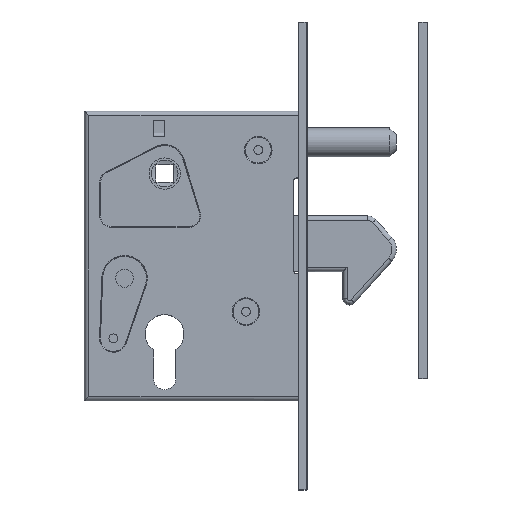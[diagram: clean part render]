
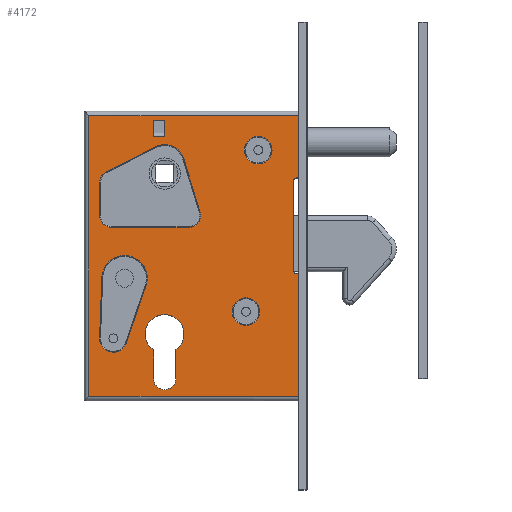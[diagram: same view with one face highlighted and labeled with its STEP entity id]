
A CAD part, top view. The second image highlights one B-rep face of the part: STEP entity #4172.
In plain terms, the highlighted planar face has unit normal (0, 0, 1).
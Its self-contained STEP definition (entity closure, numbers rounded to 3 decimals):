
#76=FACE_BOUND('',#667,.T.);
#77=FACE_BOUND('',#668,.T.);
#78=FACE_BOUND('',#669,.T.);
#79=FACE_BOUND('',#670,.T.);
#80=FACE_BOUND('',#671,.T.);
#81=FACE_BOUND('',#672,.T.);
#218=PLANE('',#4604);
#397=FACE_OUTER_BOUND('',#666,.T.);
#666=EDGE_LOOP('',(#3284,#3285,#3286,#3287,#3288,#3289,#3290,#3291,#3292,
#3293));
#667=EDGE_LOOP('',(#3294,#3295,#3296,#3297));
#668=EDGE_LOOP('',(#3298,#3299,#3300,#3301));
#669=EDGE_LOOP('',(#3302,#3303,#3304,#3305,#3306,#3307,#3308,#3309));
#670=EDGE_LOOP('',(#3310,#3311,#3312,#3313));
#671=EDGE_LOOP('',(#3314));
#672=EDGE_LOOP('',(#3315));
#938=LINE('',#6548,#1293);
#951=LINE('',#6578,#1306);
#956=LINE('',#6587,#1311);
#958=LINE('',#6590,#1313);
#1009=LINE('',#6875,#1364);
#1010=LINE('',#6879,#1365);
#1011=LINE('',#6883,#1366);
#1012=LINE('',#6885,#1367);
#1013=LINE('',#6887,#1368);
#1014=LINE('',#6889,#1369);
#1015=LINE('',#6891,#1370);
#1016=LINE('',#6892,#1371);
#1017=LINE('',#6897,#1372);
#1018=LINE('',#6900,#1373);
#1019=LINE('',#6905,#1374);
#1020=LINE('',#6909,#1375);
#1021=LINE('',#6913,#1376);
#1022=LINE('',#6916,#1377);
#1023=LINE('',#6919,#1378);
#1024=LINE('',#6923,#1379);
#1293=VECTOR('',#5192,10.);
#1306=VECTOR('',#5221,10.);
#1311=VECTOR('',#5228,10.);
#1313=VECTOR('',#5232,10.);
#1364=VECTOR('',#5483,10.);
#1365=VECTOR('',#5486,10.);
#1366=VECTOR('',#5489,10.);
#1367=VECTOR('',#5490,10.);
#1368=VECTOR('',#5491,10.);
#1369=VECTOR('',#5492,10.);
#1370=VECTOR('',#5493,10.);
#1371=VECTOR('',#5494,10.);
#1372=VECTOR('',#5497,10.);
#1373=VECTOR('',#5500,10.);
#1374=VECTOR('',#5503,10.);
#1375=VECTOR('',#5506,10.);
#1376=VECTOR('',#5509,10.);
#1377=VECTOR('',#5512,10.);
#1378=VECTOR('',#5513,10.);
#1379=VECTOR('',#5516,10.);
#1658=CIRCLE('',#4601,6.2);
#1661=CIRCLE('',#4605,1.);
#1662=CIRCLE('',#4606,1.);
#1663=CIRCLE('',#4607,10.2);
#1664=CIRCLE('',#4608,6.2);
#1665=CIRCLE('',#4609,8.981);
#1666=CIRCLE('',#4610,5.2);
#1667=CIRCLE('',#4611,5.2);
#1668=CIRCLE('',#4612,5.2);
#1669=CIRCLE('',#4613,8.7);
#1670=CIRCLE('',#4614,5.);
#1671=CIRCLE('',#4615,6.2);
#1879=VERTEX_POINT('',#6545);
#1880=VERTEX_POINT('',#6547);
#1889=VERTEX_POINT('',#6577);
#1892=VERTEX_POINT('',#6585);
#1975=VERTEX_POINT('',#6867);
#1977=VERTEX_POINT('',#6873);
#1978=VERTEX_POINT('',#6874);
#1979=VERTEX_POINT('',#6876);
#1980=VERTEX_POINT('',#6878);
#1981=VERTEX_POINT('',#6880);
#1982=VERTEX_POINT('',#6882);
#1983=VERTEX_POINT('',#6884);
#1984=VERTEX_POINT('',#6886);
#1985=VERTEX_POINT('',#6888);
#1986=VERTEX_POINT('',#6890);
#1987=VERTEX_POINT('',#6893);
#1988=VERTEX_POINT('',#6894);
#1989=VERTEX_POINT('',#6896);
#1990=VERTEX_POINT('',#6898);
#1991=VERTEX_POINT('',#6901);
#1992=VERTEX_POINT('',#6902);
#1993=VERTEX_POINT('',#6904);
#1994=VERTEX_POINT('',#6906);
#1995=VERTEX_POINT('',#6908);
#1996=VERTEX_POINT('',#6910);
#1997=VERTEX_POINT('',#6912);
#1998=VERTEX_POINT('',#6914);
#1999=VERTEX_POINT('',#6917);
#2000=VERTEX_POINT('',#6918);
#2001=VERTEX_POINT('',#6920);
#2002=VERTEX_POINT('',#6922);
#2003=VERTEX_POINT('',#6925);
#2312=EDGE_CURVE('',#1879,#1880,#938,.T.);
#2327=EDGE_CURVE('',#1889,#1880,#951,.T.);
#2332=EDGE_CURVE('',#1879,#1892,#956,.T.);
#2334=EDGE_CURVE('',#1892,#1889,#958,.T.);
#2453=EDGE_CURVE('',#1975,#1975,#1658,.T.);
#2456=EDGE_CURVE('',#1977,#1978,#1009,.T.);
#2457=EDGE_CURVE('',#1978,#1979,#1661,.T.);
#2458=EDGE_CURVE('',#1979,#1980,#1010,.T.);
#2459=EDGE_CURVE('',#1980,#1981,#1662,.T.);
#2460=EDGE_CURVE('',#1981,#1982,#1011,.T.);
#2461=EDGE_CURVE('',#1983,#1982,#1012,.T.);
#2462=EDGE_CURVE('',#1984,#1983,#1013,.T.);
#2463=EDGE_CURVE('',#1985,#1984,#1014,.T.);
#2464=EDGE_CURVE('',#1986,#1985,#1015,.T.);
#2465=EDGE_CURVE('',#1977,#1986,#1016,.T.);
#2466=EDGE_CURVE('',#1987,#1988,#1663,.T.);
#2467=EDGE_CURVE('',#1989,#1987,#1017,.T.);
#2468=EDGE_CURVE('',#1990,#1989,#1664,.T.);
#2469=EDGE_CURVE('',#1988,#1990,#1018,.T.);
#2470=EDGE_CURVE('',#1991,#1992,#1665,.T.);
#2471=EDGE_CURVE('',#1993,#1991,#1019,.T.);
#2472=EDGE_CURVE('',#1994,#1993,#1666,.T.);
#2473=EDGE_CURVE('',#1995,#1994,#1020,.T.);
#2474=EDGE_CURVE('',#1996,#1995,#1667,.T.);
#2475=EDGE_CURVE('',#1997,#1996,#1021,.T.);
#2476=EDGE_CURVE('',#1998,#1997,#1668,.T.);
#2477=EDGE_CURVE('',#1992,#1998,#1022,.T.);
#2478=EDGE_CURVE('',#1999,#2000,#1023,.T.);
#2479=EDGE_CURVE('',#2000,#2001,#1669,.T.);
#2480=EDGE_CURVE('',#2001,#2002,#1024,.T.);
#2481=EDGE_CURVE('',#2002,#1999,#1670,.T.);
#2482=EDGE_CURVE('',#2003,#2003,#1671,.T.);
#3284=ORIENTED_EDGE('',*,*,#2456,.T.);
#3285=ORIENTED_EDGE('',*,*,#2457,.T.);
#3286=ORIENTED_EDGE('',*,*,#2458,.T.);
#3287=ORIENTED_EDGE('',*,*,#2459,.T.);
#3288=ORIENTED_EDGE('',*,*,#2460,.T.);
#3289=ORIENTED_EDGE('',*,*,#2461,.F.);
#3290=ORIENTED_EDGE('',*,*,#2462,.F.);
#3291=ORIENTED_EDGE('',*,*,#2463,.F.);
#3292=ORIENTED_EDGE('',*,*,#2464,.F.);
#3293=ORIENTED_EDGE('',*,*,#2465,.F.);
#3294=ORIENTED_EDGE('',*,*,#2332,.T.);
#3295=ORIENTED_EDGE('',*,*,#2334,.T.);
#3296=ORIENTED_EDGE('',*,*,#2327,.T.);
#3297=ORIENTED_EDGE('',*,*,#2312,.F.);
#3298=ORIENTED_EDGE('',*,*,#2466,.F.);
#3299=ORIENTED_EDGE('',*,*,#2467,.F.);
#3300=ORIENTED_EDGE('',*,*,#2468,.F.);
#3301=ORIENTED_EDGE('',*,*,#2469,.F.);
#3302=ORIENTED_EDGE('',*,*,#2470,.F.);
#3303=ORIENTED_EDGE('',*,*,#2471,.F.);
#3304=ORIENTED_EDGE('',*,*,#2472,.F.);
#3305=ORIENTED_EDGE('',*,*,#2473,.F.);
#3306=ORIENTED_EDGE('',*,*,#2474,.F.);
#3307=ORIENTED_EDGE('',*,*,#2475,.F.);
#3308=ORIENTED_EDGE('',*,*,#2476,.F.);
#3309=ORIENTED_EDGE('',*,*,#2477,.F.);
#3310=ORIENTED_EDGE('',*,*,#2478,.T.);
#3311=ORIENTED_EDGE('',*,*,#2479,.T.);
#3312=ORIENTED_EDGE('',*,*,#2480,.T.);
#3313=ORIENTED_EDGE('',*,*,#2481,.T.);
#3314=ORIENTED_EDGE('',*,*,#2482,.F.);
#3315=ORIENTED_EDGE('',*,*,#2453,.F.);
#4172=ADVANCED_FACE('',(#397,#76,#77,#78,#79,#80,#81),#218,.T.);
#4601=AXIS2_PLACEMENT_3D('',#6868,#5475,#5476);
#4604=AXIS2_PLACEMENT_3D('',#6872,#5481,#5482);
#4605=AXIS2_PLACEMENT_3D('',#6877,#5484,#5485);
#4606=AXIS2_PLACEMENT_3D('',#6881,#5487,#5488);
#4607=AXIS2_PLACEMENT_3D('',#6895,#5495,#5496);
#4608=AXIS2_PLACEMENT_3D('',#6899,#5498,#5499);
#4609=AXIS2_PLACEMENT_3D('',#6903,#5501,#5502);
#4610=AXIS2_PLACEMENT_3D('',#6907,#5504,#5505);
#4611=AXIS2_PLACEMENT_3D('',#6911,#5507,#5508);
#4612=AXIS2_PLACEMENT_3D('',#6915,#5510,#5511);
#4613=AXIS2_PLACEMENT_3D('',#6921,#5514,#5515);
#4614=AXIS2_PLACEMENT_3D('',#6924,#5517,#5518);
#4615=AXIS2_PLACEMENT_3D('',#6926,#5519,#5520);
#5192=DIRECTION('',(1.,0.,0.));
#5221=DIRECTION('',(0.,-1.,0.));
#5228=DIRECTION('',(0.,1.,0.));
#5232=DIRECTION('',(1.,0.,0.));
#5475=DIRECTION('center_axis',(0.,0.,1.));
#5476=DIRECTION('ref_axis',(-1.,0.,0.));
#5481=DIRECTION('center_axis',(0.,0.,1.));
#5482=DIRECTION('ref_axis',(1.,0.,0.));
#5483=DIRECTION('',(-1.,0.,0.));
#5484=DIRECTION('center_axis',(0.,0.,-1.));
#5485=DIRECTION('ref_axis',(-1.,0.,0.));
#5486=DIRECTION('',(0.,1.,0.));
#5487=DIRECTION('center_axis',(0.,0.,-1.));
#5488=DIRECTION('ref_axis',(0.,1.,0.));
#5489=DIRECTION('',(1.,0.,0.));
#5490=DIRECTION('',(0.,-1.,0.));
#5491=DIRECTION('',(1.,0.,0.));
#5492=DIRECTION('',(0.,1.,0.));
#5493=DIRECTION('',(-1.,0.,0.));
#5494=DIRECTION('',(0.,-1.,0.));
#5495=DIRECTION('center_axis',(0.,0.,1.));
#5496=DIRECTION('ref_axis',(0.182,0.983,0.));
#5497=DIRECTION('',(0.323,0.946,0.));
#5498=DIRECTION('center_axis',(0.,0.,1.));
#5499=DIRECTION('ref_axis',(-0.182,-0.983,0.));
#5500=DIRECTION('',(-0.037,-0.999,0.));
#5501=DIRECTION('center_axis',(0.,0.,1.));
#5502=DIRECTION('ref_axis',(0.39,0.921,0.));
#5503=DIRECTION('',(-0.293,0.956,0.));
#5504=DIRECTION('center_axis',(0.,0.,1.));
#5505=DIRECTION('ref_axis',(0.804,-0.595,0.));
#5506=DIRECTION('',(1.,0.,0.));
#5507=DIRECTION('center_axis',(0.,0.,1.));
#5508=DIRECTION('ref_axis',(-0.707,-0.707,0.));
#5509=DIRECTION('',(0.,-1.,0.));
#5510=DIRECTION('center_axis',(0.,0.,1.));
#5511=DIRECTION('ref_axis',(-0.853,0.522,0.));
#5512=DIRECTION('',(-0.891,-0.454,0.));
#5513=DIRECTION('',(0.,1.,0.));
#5514=DIRECTION('center_axis',(0.,0.,-1.));
#5515=DIRECTION('ref_axis',(1.,0.,0.));
#5516=DIRECTION('',(0.,-1.,0.));
#5517=DIRECTION('center_axis',(0.,0.,-1.));
#5518=DIRECTION('ref_axis',(-1.,0.,0.));
#5519=DIRECTION('center_axis',(0.,0.,1.));
#5520=DIRECTION('ref_axis',(-1.,0.,0.));
#6545=CARTESIAN_POINT('',(31.,118.5,19.));
#6547=CARTESIAN_POINT('',(36.,118.5,19.));
#6548=CARTESIAN_POINT('',(42.,118.5,19.));
#6577=CARTESIAN_POINT('',(36.,126.,19.));
#6578=CARTESIAN_POINT('',(36.,92.,19.));
#6585=CARTESIAN_POINT('',(31.,126.,19.));
#6587=CARTESIAN_POINT('',(31.,95.5,19.));
#6590=CARTESIAN_POINT('',(42.,126.,19.));
#6867=CARTESIAN_POINT('',(84.2,112.5,19.));
#6868=CARTESIAN_POINT('Origin',(78.,112.5,19.));
#6872=CARTESIAN_POINT('Origin',(48.,65.,19.));
#6873=CARTESIAN_POINT('',(96.,57.,19.));
#6874=CARTESIAN_POINT('',(95.,57.,19.));
#6875=CARTESIAN_POINT('',(71.5,57.,19.));
#6876=CARTESIAN_POINT('',(94.,58.,19.));
#6877=CARTESIAN_POINT('Origin',(95.,58.,19.));
#6878=CARTESIAN_POINT('',(94.,99.,19.));
#6879=CARTESIAN_POINT('',(94.,82.,19.));
#6880=CARTESIAN_POINT('',(95.,100.,19.));
#6881=CARTESIAN_POINT('Origin',(95.,99.,19.));
#6882=CARTESIAN_POINT('',(96.,100.,19.));
#6883=CARTESIAN_POINT('',(72.,100.,19.));
#6884=CARTESIAN_POINT('',(96.,128.,19.));
#6885=CARTESIAN_POINT('',(96.,0.,19.));
#6886=CARTESIAN_POINT('',(2.,128.,19.));
#6887=CARTESIAN_POINT('',(24.,128.,19.));
#6888=CARTESIAN_POINT('',(2.,2.,19.));
#6889=CARTESIAN_POINT('',(2.,32.5,19.));
#6890=CARTESIAN_POINT('',(96.,2.,19.));
#6891=CARTESIAN_POINT('',(72.,2.,19.));
#6892=CARTESIAN_POINT('',(96.,0.,19.));
#6893=CARTESIAN_POINT('',(27.652,51.701,19.));
#6894=CARTESIAN_POINT('',(7.807,55.376,19.));
#6895=CARTESIAN_POINT('Origin',(18.,55.,19.));
#6896=CARTESIAN_POINT('',(18.867,25.995,19.));
#6897=CARTESIAN_POINT('',(26.358,47.915,19.));
#6898=CARTESIAN_POINT('',(6.804,28.229,19.));
#6899=CARTESIAN_POINT('Origin',(13.,28.,19.));
#6900=CARTESIAN_POINT('',(8.012,60.923,19.));
#6901=CARTESIAN_POINT('',(44.587,108.63,19.));
#6902=CARTESIAN_POINT('',(31.918,114.,19.));
#6903=CARTESIAN_POINT('Origin',(36.,106.,19.));
#6904=CARTESIAN_POINT('',(51.972,84.523,19.));
#6905=CARTESIAN_POINT('',(54.535,76.155,19.));
#6906=CARTESIAN_POINT('',(47.,77.8,19.));
#6907=CARTESIAN_POINT('Origin',(47.,83.,19.));
#6908=CARTESIAN_POINT('',(12.,77.8,19.));
#6909=CARTESIAN_POINT('',(30.,77.8,19.));
#6910=CARTESIAN_POINT('',(6.8,83.,19.));
#6911=CARTESIAN_POINT('Origin',(12.,83.,19.));
#6912=CARTESIAN_POINT('',(6.8,98.,19.));
#6913=CARTESIAN_POINT('',(6.8,81.5,19.));
#6914=CARTESIAN_POINT('',(9.637,102.632,19.));
#6915=CARTESIAN_POINT('Origin',(12.,98.,19.));
#6916=CARTESIAN_POINT('',(28.38,112.195,19.));
#6917=CARTESIAN_POINT('',(31.,10.,19.));
#6918=CARTESIAN_POINT('',(31.,22.88,19.));
#6919=CARTESIAN_POINT('',(31.,43.94,19.));
#6920=CARTESIAN_POINT('',(41.,22.88,19.));
#6921=CARTESIAN_POINT('Origin',(36.,30.,19.));
#6922=CARTESIAN_POINT('',(41.,10.,19.));
#6923=CARTESIAN_POINT('',(41.,37.5,19.));
#6924=CARTESIAN_POINT('Origin',(36.,10.,19.));
#6925=CARTESIAN_POINT('',(78.7,40.,19.));
#6926=CARTESIAN_POINT('Origin',(72.5,40.,19.));
